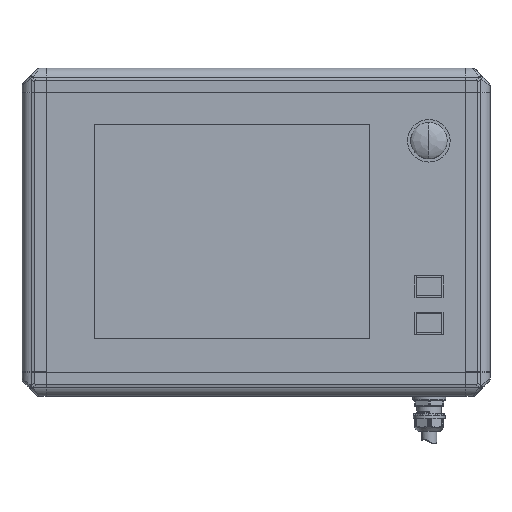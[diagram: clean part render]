
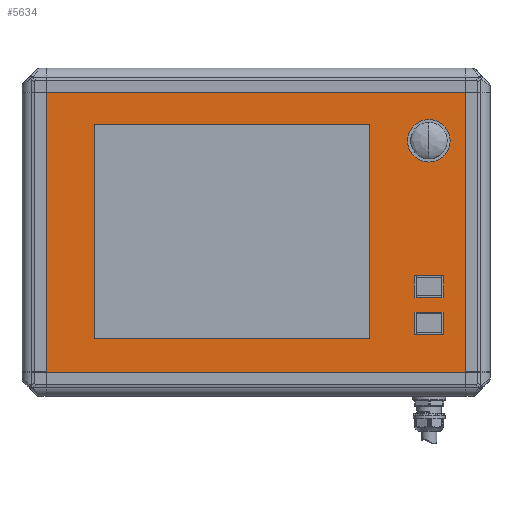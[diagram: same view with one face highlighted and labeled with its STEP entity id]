
A CAD part, top view. The second image highlights one B-rep face of the part: STEP entity #5634.
In plain terms, the highlighted planar face has unit normal (0, 0, 1).
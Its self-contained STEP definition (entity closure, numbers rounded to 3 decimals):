
#287 = VERTEX_POINT ( 'NONE', #43959 ) ;
#716 = CARTESIAN_POINT ( 'NONE',  ( 142.25, -44.75, 0. ) ) ;
#1563 = LINE ( 'NONE', #9645, #7440 ) ;
#2773 = EDGE_CURVE ( 'NONE', #11473, #48019, #49829, .T. ) ;
#3191 = EDGE_CURVE ( 'NONE', #43820, #7862, #17543, .T. ) ;
#3214 = CARTESIAN_POINT ( 'NONE',  ( 93.75, 88.25, 0. ) ) ;
#3269 = AXIS2_PLACEMENT_3D ( 'NONE', #5534, #44363, #47997 ) ;
#3550 = CARTESIAN_POINT ( 'NONE',  ( -133.25, -87.75, 0. ) ) ;
#4018 = LINE ( 'NONE', #3214, #30751 ) ;
#4121 = CARTESIAN_POINT ( 'NONE',  ( 142.25, 75.25, 0. ) ) ;
#4556 = ORIENTED_EDGE ( 'NONE', *, *, #5165, .T. ) ;
#4958 = CIRCLE ( 'NONE', #33526, 1.55 ) ;
#5104 = EDGE_LOOP ( 'NONE', ( #39314, #39630 ) ) ;
#5165 = EDGE_CURVE ( 'NONE', #25025, #8394, #49134, .T. ) ;
#5469 = DIRECTION ( 'NONE',  ( 0., -1., 0. ) ) ;
#5534 = CARTESIAN_POINT ( 'NONE',  ( 142.25, -44.75, 0. ) ) ;
#5634 = ADVANCED_FACE ( 'NONE', ( #23273, #14646, #31644, #40869, #32493 ), #49251, .T. ) ;
#6132 = ORIENTED_EDGE ( 'NONE', *, *, #21114, .F. ) ;
#6136 = LINE ( 'NONE', #10618, #29799 ) ;
#6206 = VERTEX_POINT ( 'NONE', #45803 ) ;
#6233 = DIRECTION ( 'NONE',  ( 1., 0., 0. ) ) ;
#6267 = CARTESIAN_POINT ( 'NONE',  ( 142.25, 75.25, 0. ) ) ;
#6403 = CARTESIAN_POINT ( 'NONE',  ( 142.25, -74.75, 0. ) ) ;
#6479 = ORIENTED_EDGE ( 'NONE', *, *, #37685, .F. ) ;
#6490 = AXIS2_PLACEMENT_3D ( 'NONE', #6267, #35876, #40334 ) ;
#7440 = VECTOR ( 'NONE', #5469, 1000. ) ;
#7470 = CARTESIAN_POINT ( 'NONE',  ( 134.2, -74.75, 0. ) ) ;
#7723 = CARTESIAN_POINT ( 'NONE',  ( 142.25, -74.75, 0. ) ) ;
#7862 = VERTEX_POINT ( 'NONE', #7470 ) ;
#8394 = VERTEX_POINT ( 'NONE', #12449 ) ;
#9645 = CARTESIAN_POINT ( 'NONE',  ( -172.5, -121.75, 0. ) ) ;
#9969 = CARTESIAN_POINT ( 'NONE',  ( 142.25, 75.25, 0. ) ) ;
#10618 = CARTESIAN_POINT ( 'NONE',  ( -133.25, 88.25, 0. ) ) ;
#10803 = VECTOR ( 'NONE', #45138, 1000. ) ;
#10878 = DIRECTION ( 'NONE',  ( 1., 0., 0. ) ) ;
#11473 = VERTEX_POINT ( 'NONE', #18078 ) ;
#11585 = CIRCLE ( 'NONE', #54368, 8.05 ) ;
#11919 = CARTESIAN_POINT ( 'NONE',  ( -172.5, 115., 0. ) ) ;
#12449 = CARTESIAN_POINT ( 'NONE',  ( 172.5, -115., 0. ) ) ;
#12692 = CARTESIAN_POINT ( 'NONE',  ( 142.25, 83.05, 0. ) ) ;
#14433 = DIRECTION ( 'NONE',  ( 0., 0., 1. ) ) ;
#14642 = VERTEX_POINT ( 'NONE', #40701 ) ;
#14646 = FACE_BOUND ( 'NONE', #33724, .T. ) ;
#15444 = EDGE_CURVE ( 'NONE', #48019, #25025, #1563, .T. ) ;
#15653 = DIRECTION ( 'NONE',  ( 1., 0., 0. ) ) ;
#16806 = VERTEX_POINT ( 'NONE', #3550 ) ;
#17056 = ORIENTED_EDGE ( 'NONE', *, *, #25437, .F. ) ;
#17543 = CIRCLE ( 'NONE', #36250, 8.05 ) ;
#17694 = EDGE_CURVE ( 'NONE', #6206, #16806, #44324, .T. ) ;
#18078 = CARTESIAN_POINT ( 'NONE',  ( 172.5, 115., 0. ) ) ;
#18331 = DIRECTION ( 'NONE',  ( 1., 0., 0. ) ) ;
#18363 = EDGE_CURVE ( 'NONE', #39538, #6206, #6136, .T. ) ;
#18835 = CARTESIAN_POINT ( 'NONE',  ( -179.25, -121.75, 0. ) ) ;
#18937 = CARTESIAN_POINT ( 'NONE',  ( -133.25, 88.25, 0. ) ) ;
#19490 = ORIENTED_EDGE ( 'NONE', *, *, #44103, .F. ) ;
#20073 = EDGE_LOOP ( 'NONE', ( #54632, #19490 ) ) ;
#20235 = CIRCLE ( 'NONE', #46077, 8.05 ) ;
#20526 = AXIS2_PLACEMENT_3D ( 'NONE', #716, #14433, #18331 ) ;
#20606 = VERTEX_POINT ( 'NONE', #27083 ) ;
#21076 = CIRCLE ( 'NONE', #53181, 8.05 ) ;
#21114 = EDGE_CURVE ( 'NONE', #26461, #40498, #21076, .T. ) ;
#21131 = DIRECTION ( 'NONE',  ( 0., 0., 1. ) ) ;
#22256 = CIRCLE ( 'NONE', #20526, 8.05 ) ;
#23092 = DIRECTION ( 'NONE',  ( 0., -1., 0. ) ) ;
#23273 = FACE_BOUND ( 'NONE', #36627, .T. ) ;
#23833 = DIRECTION ( 'NONE',  ( 0., 0., 1. ) ) ;
#25025 = VERTEX_POINT ( 'NONE', #39059 ) ;
#25166 = LINE ( 'NONE', #50326, #41280 ) ;
#25437 = EDGE_CURVE ( 'NONE', #40498, #287, #20235, .T. ) ;
#25500 = DIRECTION ( 'NONE',  ( 0., 0., 1. ) ) ;
#25662 = ORIENTED_EDGE ( 'NONE', *, *, #2773, .T. ) ;
#26461 = VERTEX_POINT ( 'NONE', #45115 ) ;
#27083 = CARTESIAN_POINT ( 'NONE',  ( 150.3, -44.75, 0. ) ) ;
#27094 = DIRECTION ( 'NONE',  ( -1., 0., 0. ) ) ;
#27338 = CIRCLE ( 'NONE', #3269, 8.05 ) ;
#27572 = CARTESIAN_POINT ( 'NONE',  ( 93.75, 88.25, 0. ) ) ;
#28107 = CARTESIAN_POINT ( 'NONE',  ( 172.5, -121.75, 0. ) ) ;
#28420 = ORIENTED_EDGE ( 'NONE', *, *, #17694, .F. ) ;
#29152 = DIRECTION ( 'NONE',  ( 1., 0., 0. ) ) ;
#29799 = VECTOR ( 'NONE', #27094, 1000. ) ;
#29807 = DIRECTION ( 'NONE',  ( 0., 0., 1. ) ) ;
#29850 = EDGE_CURVE ( 'NONE', #7862, #43820, #11585, .T. ) ;
#30751 = VECTOR ( 'NONE', #32828, 1000. ) ;
#31163 = EDGE_CURVE ( 'NONE', #8394, #11473, #36776, .T. ) ;
#31644 = FACE_BOUND ( 'NONE', #20073, .T. ) ;
#32493 = FACE_OUTER_BOUND ( 'NONE', #35183, .T. ) ;
#32816 = CARTESIAN_POINT ( 'NONE',  ( 93.75, -87.75, 0. ) ) ;
#32828 = DIRECTION ( 'NONE',  ( 0., 1., 0. ) ) ;
#33075 = CARTESIAN_POINT ( 'NONE',  ( -179.25, 115., 0. ) ) ;
#33242 = ORIENTED_EDGE ( 'NONE', *, *, #15444, .T. ) ;
#33526 = AXIS2_PLACEMENT_3D ( 'NONE', #12692, #25500, #29152 ) ;
#33593 = VERTEX_POINT ( 'NONE', #32816 ) ;
#33724 = EDGE_LOOP ( 'NONE', ( #6479, #17056, #6132, #54654 ) ) ;
#35183 = EDGE_LOOP ( 'NONE', ( #25662, #33242, #4556, #49295 ) ) ;
#35500 = AXIS2_PLACEMENT_3D ( 'NONE', #18835, #23833, #6233 ) ;
#35600 = EDGE_CURVE ( 'NONE', #16806, #33593, #25166, .T. ) ;
#35876 = DIRECTION ( 'NONE',  ( 0., 0., 1. ) ) ;
#36250 = AXIS2_PLACEMENT_3D ( 'NONE', #6403, #36579, #15653 ) ;
#36579 = DIRECTION ( 'NONE',  ( 0., 0., 1. ) ) ;
#36627 = EDGE_LOOP ( 'NONE', ( #28420, #37138, #37743, #48309 ) ) ;
#36776 = LINE ( 'NONE', #28107, #10803 ) ;
#36839 = CIRCLE ( 'NONE', #6490, 8.05 ) ;
#37014 = CARTESIAN_POINT ( 'NONE',  ( 134.2, -44.75, 0. ) ) ;
#37138 = ORIENTED_EDGE ( 'NONE', *, *, #18363, .F. ) ;
#37685 = EDGE_CURVE ( 'NONE', #287, #14642, #4958, .T. ) ;
#37743 = ORIENTED_EDGE ( 'NONE', *, *, #42177, .F. ) ;
#38140 = DIRECTION ( 'NONE',  ( 1., 0., 0. ) ) ;
#38712 = DIRECTION ( 'NONE',  ( 1., 0., 0. ) ) ;
#38741 = DIRECTION ( 'NONE',  ( 0., 0., 1. ) ) ;
#39059 = CARTESIAN_POINT ( 'NONE',  ( -172.5, -115., 0. ) ) ;
#39169 = EDGE_CURVE ( 'NONE', #14642, #26461, #36839, .T. ) ;
#39314 = ORIENTED_EDGE ( 'NONE', *, *, #3191, .F. ) ;
#39538 = VERTEX_POINT ( 'NONE', #27572 ) ;
#39630 = ORIENTED_EDGE ( 'NONE', *, *, #29850, .F. ) ;
#39895 = VECTOR ( 'NONE', #10878, 1000. ) ;
#40334 = DIRECTION ( 'NONE',  ( 1., 0., 0. ) ) ;
#40498 = VERTEX_POINT ( 'NONE', #54773 ) ;
#40631 = VECTOR ( 'NONE', #53762, 1000. ) ;
#40701 = CARTESIAN_POINT ( 'NONE',  ( 140.703, 83.15, 0. ) ) ;
#40869 = FACE_BOUND ( 'NONE', #5104, .T. ) ;
#41280 = VECTOR ( 'NONE', #42494, 1000. ) ;
#42177 = EDGE_CURVE ( 'NONE', #33593, #39538, #4018, .T. ) ;
#42358 = VECTOR ( 'NONE', #23092, 1000. ) ;
#42494 = DIRECTION ( 'NONE',  ( 1., 0., 0. ) ) ;
#43820 = VERTEX_POINT ( 'NONE', #50269 ) ;
#43959 = CARTESIAN_POINT ( 'NONE',  ( 143.797, 83.15, 0. ) ) ;
#44103 = EDGE_CURVE ( 'NONE', #50368, #20606, #27338, .T. ) ;
#44324 = LINE ( 'NONE', #18937, #42358 ) ;
#44363 = DIRECTION ( 'NONE',  ( 0., 0., 1. ) ) ;
#45115 = CARTESIAN_POINT ( 'NONE',  ( 134.2, 75.25, 0. ) ) ;
#45138 = DIRECTION ( 'NONE',  ( 0., 1., 0. ) ) ;
#45803 = CARTESIAN_POINT ( 'NONE',  ( -133.25, 88.25, 0. ) ) ;
#46077 = AXIS2_PLACEMENT_3D ( 'NONE', #4121, #29807, #38712 ) ;
#47997 = DIRECTION ( 'NONE',  ( 1., 0., 0. ) ) ;
#48019 = VERTEX_POINT ( 'NONE', #11919 ) ;
#48309 = ORIENTED_EDGE ( 'NONE', *, *, #35600, .F. ) ;
#49134 = LINE ( 'NONE', #53328, #39895 ) ;
#49251 = PLANE ( 'NONE',  #35500 ) ;
#49295 = ORIENTED_EDGE ( 'NONE', *, *, #31163, .T. ) ;
#49829 = LINE ( 'NONE', #33075, #40631 ) ;
#50169 = EDGE_CURVE ( 'NONE', #20606, #50368, #22256, .T. ) ;
#50269 = CARTESIAN_POINT ( 'NONE',  ( 150.3, -74.75, 0. ) ) ;
#50326 = CARTESIAN_POINT ( 'NONE',  ( -133.25, -87.75, 0. ) ) ;
#50368 = VERTEX_POINT ( 'NONE', #37014 ) ;
#51605 = DIRECTION ( 'NONE',  ( 1., 0., 0. ) ) ;
#53181 = AXIS2_PLACEMENT_3D ( 'NONE', #9969, #38741, #51605 ) ;
#53328 = CARTESIAN_POINT ( 'NONE',  ( -179.25, -115., 0. ) ) ;
#53762 = DIRECTION ( 'NONE',  ( -1., 0., 0. ) ) ;
#54368 = AXIS2_PLACEMENT_3D ( 'NONE', #7723, #21131, #38140 ) ;
#54632 = ORIENTED_EDGE ( 'NONE', *, *, #50169, .F. ) ;
#54654 = ORIENTED_EDGE ( 'NONE', *, *, #39169, .F. ) ;
#54773 = CARTESIAN_POINT ( 'NONE',  ( 150.3, 75.25, 0. ) ) ;
